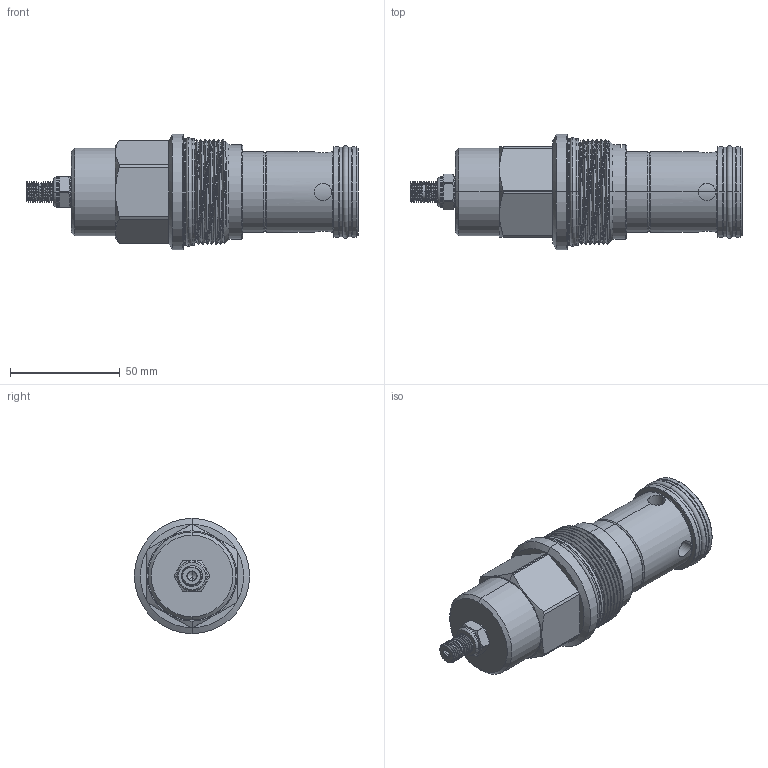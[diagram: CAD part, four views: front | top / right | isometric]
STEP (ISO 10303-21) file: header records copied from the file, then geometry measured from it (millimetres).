
FILE_DESCRIPTION (( 'STEP AP203' ), '1' );
FILE_NAME ('FR18A2F-L.STEP', '2020-03-19T08:47:21', ( '' ), ( '' ), 'SwSTEP 2.0', 'SolidWorks 2018', '' );
FILE_SCHEMA (( 'CONFIG_CONTROL_DESIGN' ));
Length unit declared in the file: millimetre
Products named in the file (1): FR18A2F-L
Bounding box: 150.91 x 52.37 x 52.37 mm (x, y, z)
Volume: 175115.5 mm3; surface area: 29431.2 mm2
Topology: 3 solids, 3 shells, 261 faces, 628 edges, 391 vertices
Faces by surface type: cylinder 115, plane 56, torus 41, cone 40, bspline 9
Entity records: 15954 total; most frequent: CARTESIAN_POINT 10038, ORIENTED_EDGE 1248, DIRECTION 1223, EDGE_CURVE 624, AXIS2_PLACEMENT_3D 507, VERTEX_POINT 391, EDGE_LOOP 285, ADVANCED_FACE 261
